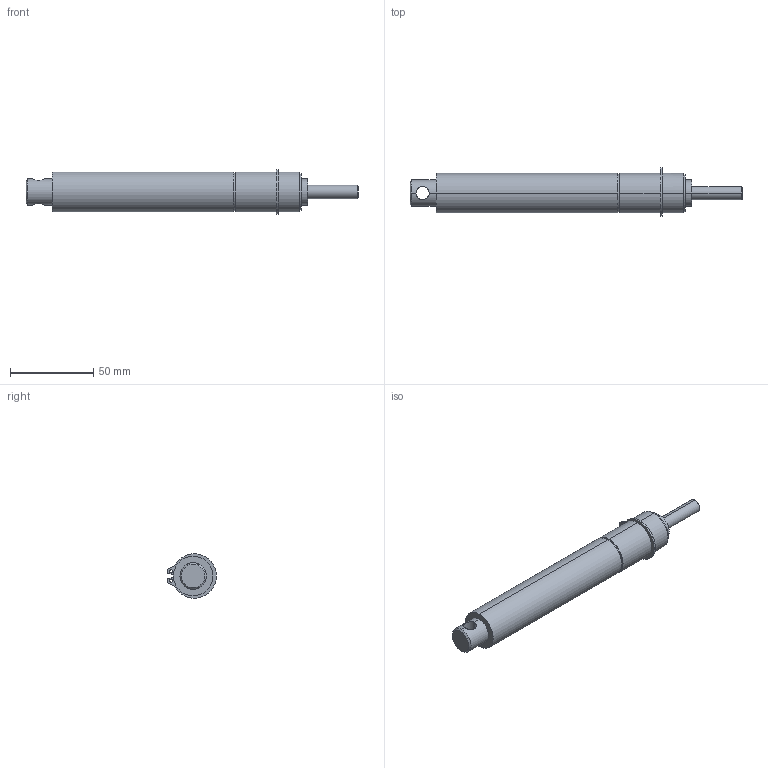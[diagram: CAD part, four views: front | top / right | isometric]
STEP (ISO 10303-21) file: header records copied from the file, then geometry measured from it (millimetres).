
FILE_DESCRIPTION(('FreeCAD Model'),'2;1');
FILE_NAME('output.stp','2021-07-24T12:39:33',( 'Author'),(''),'Open CASCADE STEP processor 7.3','FreeCAD','Unknown' );
FILE_SCHEMA(('AUTOMOTIVE_DESIGN { 1 0 10303 214 1 1 1 1 }'));
Length unit declared in the file: millimetre
Products named in the file (1): 200X-31-1
Bounding box: 199.49 x 29.35 x 26.72 mm (x, y, z)
Volume: 71189.3 mm3; surface area: 14527 mm2
Topology: 1 solids, 1 shells, 49 faces, 116 edges, 74 vertices
Faces by surface type: cylinder 27, plane 18, cone 4
Entity records: 3657 total; most frequent: CARTESIAN_POINT 1220, DIRECTION 482, ORIENTED_EDGE 232, PCURVE 232, DEFINITIONAL_REPRESENTATION 232, LINE 224, VECTOR 224, EDGE_CURVE 116
